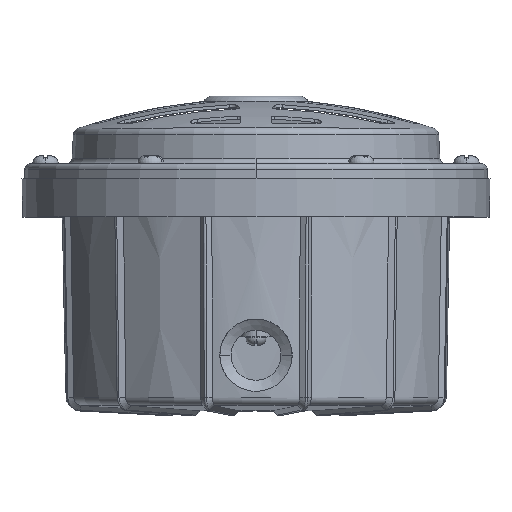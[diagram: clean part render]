
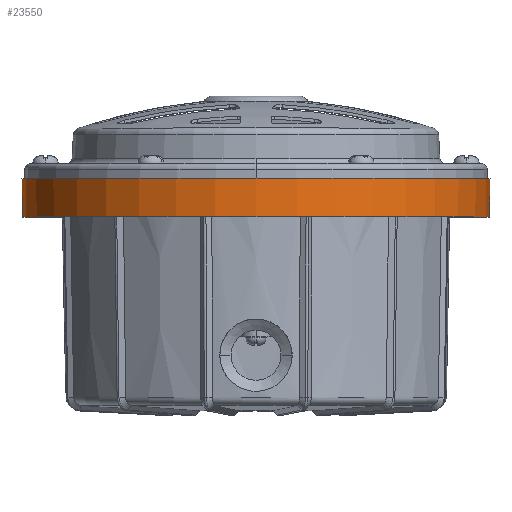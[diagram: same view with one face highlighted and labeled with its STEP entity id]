
A CAD part, top view. The second image highlights one B-rep face of the part: STEP entity #23550.
In plain terms, the highlighted conical face has half-angle 1 degrees and reference radius 62.25 mm.
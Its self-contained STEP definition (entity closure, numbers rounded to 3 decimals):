
#319 = CIRCLE ( 'NONE', #21209, 62.072 ) ;
#3086 = AXIS2_PLACEMENT_3D ( 'NONE', #3389, #36639, #16684 ) ;
#3339 = DIRECTION ( 'NONE',  ( 0., 1., 0.017 ) ) ;
#3389 = CARTESIAN_POINT ( 'NONE',  ( 0., 0., 0. ) ) ;
#3505 = CARTESIAN_POINT ( 'NONE',  ( 0., 0., -62.25 ) ) ;
#3797 = CIRCLE ( 'NONE', #3086, 62.25 ) ;
#3986 = CARTESIAN_POINT ( 'NONE',  ( 0., 0., 62.25 ) ) ;
#5787 = CARTESIAN_POINT ( 'NONE',  ( 0., -10.2, 62.072 ) ) ;
#7215 = EDGE_CURVE ( 'NONE', #36994, #34531, #319, .T. ) ;
#9706 = EDGE_CURVE ( 'NONE', #36904, #32183, #3797, .T. ) ;
#11169 = DIRECTION ( 'NONE',  ( 0., 1., 0. ) ) ;
#11371 = CARTESIAN_POINT ( 'NONE',  ( 0., 0., -62.25 ) ) ;
#13518 = DIRECTION ( 'NONE',  ( 0., 1., -0.017 ) ) ;
#15918 = CONICAL_SURFACE ( 'NONE', #25642, 62.25, 0.017 ) ;
#16043 = ORIENTED_EDGE ( 'NONE', *, *, #42546, .F. ) ;
#16684 = DIRECTION ( 'NONE',  ( 0., 0., 1. ) ) ;
#19842 = CARTESIAN_POINT ( 'NONE',  ( 0., 0., 0. ) ) ;
#21209 = AXIS2_PLACEMENT_3D ( 'NONE', #24229, #11169, #37475 ) ;
#23550 = ADVANCED_FACE ( 'NONE', ( #36544 ), #15918, .T. ) ;
#24229 = CARTESIAN_POINT ( 'NONE',  ( 0., -10.2, 0. ) ) ;
#24357 = CARTESIAN_POINT ( 'NONE',  ( 0., -10.2, -62.072 ) ) ;
#25410 = ORIENTED_EDGE ( 'NONE', *, *, #9706, .F. ) ;
#25642 = AXIS2_PLACEMENT_3D ( 'NONE', #19842, #29820, #37762 ) ;
#26010 = CARTESIAN_POINT ( 'NONE',  ( 0., 0., 62.25 ) ) ;
#27034 = LINE ( 'NONE', #3986, #41893 ) ;
#27268 = ORIENTED_EDGE ( 'NONE', *, *, #7215, .T. ) ;
#29820 = DIRECTION ( 'NONE',  ( 0., 1., 0. ) ) ;
#32183 = VERTEX_POINT ( 'NONE', #11371 ) ;
#33291 = LINE ( 'NONE', #3505, #35678 ) ;
#34531 = VERTEX_POINT ( 'NONE', #24357 ) ;
#35678 = VECTOR ( 'NONE', #13518, 1000. ) ;
#36544 = FACE_OUTER_BOUND ( 'NONE', #38992, .T. ) ;
#36639 = DIRECTION ( 'NONE',  ( 0., 1., 0. ) ) ;
#36904 = VERTEX_POINT ( 'NONE', #26010 ) ;
#36994 = VERTEX_POINT ( 'NONE', #5787 ) ;
#37475 = DIRECTION ( 'NONE',  ( 0., 0., 1. ) ) ;
#37762 = DIRECTION ( 'NONE',  ( 0., 0., 1. ) ) ;
#38992 = EDGE_LOOP ( 'NONE', ( #27268, #41789, #25410, #16043 ) ) ;
#41789 = ORIENTED_EDGE ( 'NONE', *, *, #42958, .T. ) ;
#41893 = VECTOR ( 'NONE', #3339, 1000. ) ;
#42546 = EDGE_CURVE ( 'NONE', #36994, #36904, #27034, .T. ) ;
#42958 = EDGE_CURVE ( 'NONE', #34531, #32183, #33291, .T. ) ;
